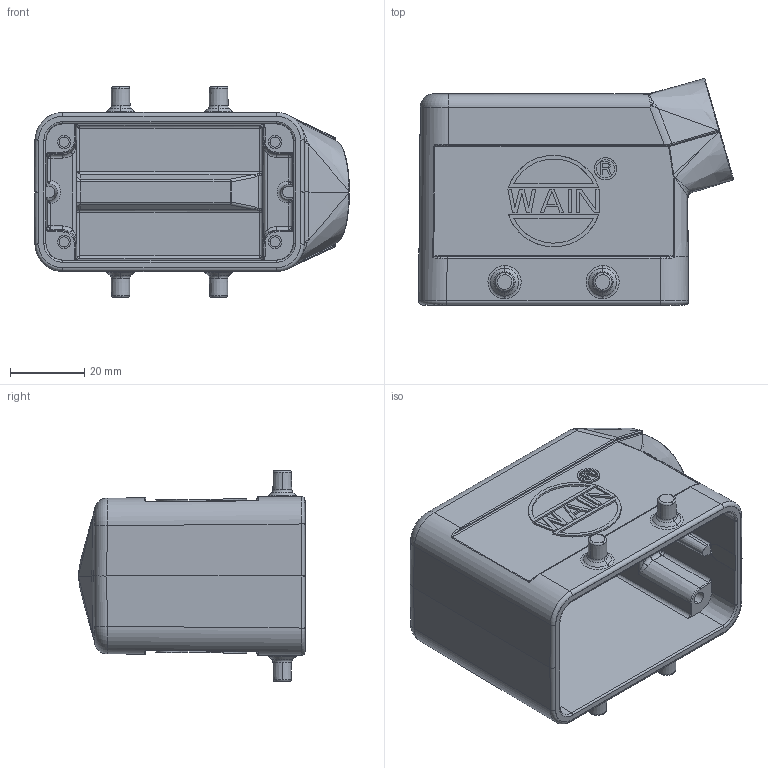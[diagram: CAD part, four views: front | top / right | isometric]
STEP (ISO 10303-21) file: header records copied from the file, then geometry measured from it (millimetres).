
FILE_DESCRIPTION((''),'2;1');
FILE_NAME('H10B-SE','2019-07-23T',('lian.chen'),(''),'PRO/ENGINEER BY PARAMETRIC TECHNOLOGY CORPORATION, 2012480','PRO/ENGINEER BY PARAMETRIC TECHNOLOGY CORPORATION, 2012480','');
FILE_SCHEMA(('CONFIG_CONTROL_DESIGN'));
Length unit declared in the file: millimetre
Products named in the file (1): H10B-SE
Bounding box: 85.1 x 61.21 x 57 mm (x, y, z)
Volume: 58641.3 mm3; surface area: 31267.1 mm2
Topology: 1 solids, 1 shells, 622 faces, 1539 edges, 941 vertices
Faces by surface type: plane 243, bspline 142, cylinder 133, torus 47, cone 31, sphere 18, extrusion 8
Entity records: 25296 total; most frequent: CARTESIAN_POINT 11938, ORIENTED_EDGE 3042, DIRECTION 2299, EDGE_CURVE 1521, VERTEX_POINT 941, AXIS2_PLACEMENT_3D 771, VECTOR 757, LINE 749
